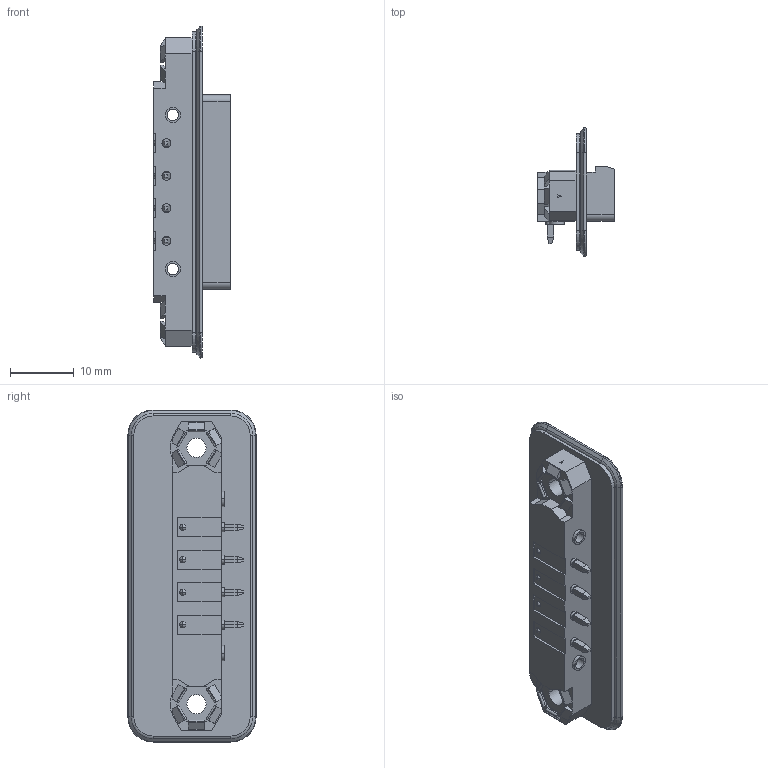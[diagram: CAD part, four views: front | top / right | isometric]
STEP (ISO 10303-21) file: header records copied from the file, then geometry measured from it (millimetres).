
FILE_DESCRIPTION(('STEP AP214'),'1');
FILE_NAME('1899003.stp','2016-07-05T05:30:34',('TraceParts'),('TraceParts S.A.'),'Spatial InterOp 3D',' ',' ');
FILE_SCHEMA(('automotive_design'));
Length unit declared in the file: millimetre
Products named in the file (1): dfk-mstba_2.5-4-gf-5.08|1#dfk-mstba_2.5-4-gf-5.08;dfk-mstba_2.5-4-gf-5.08
Bounding box: 12 x 20.07 x 51.95 mm (x, y, z)
Volume: 3186.5 mm3; surface area: 4155.5 mm2
Topology: 1 solids, 1 shells, 551 faces, 1282 edges, 772 vertices
Faces by surface type: plane 406, cylinder 93, torus 20, sphere 16, cone 16
Entity records: 19878 total; most frequent: DIRECTION 2716, CARTESIAN_POINT 2702, ORIENTED_EDGE 2564, EDGE_CURVE 1282, LINE 936, VECTOR 936, AXIS2_PLACEMENT_3D 890, VERTEX_POINT 772
